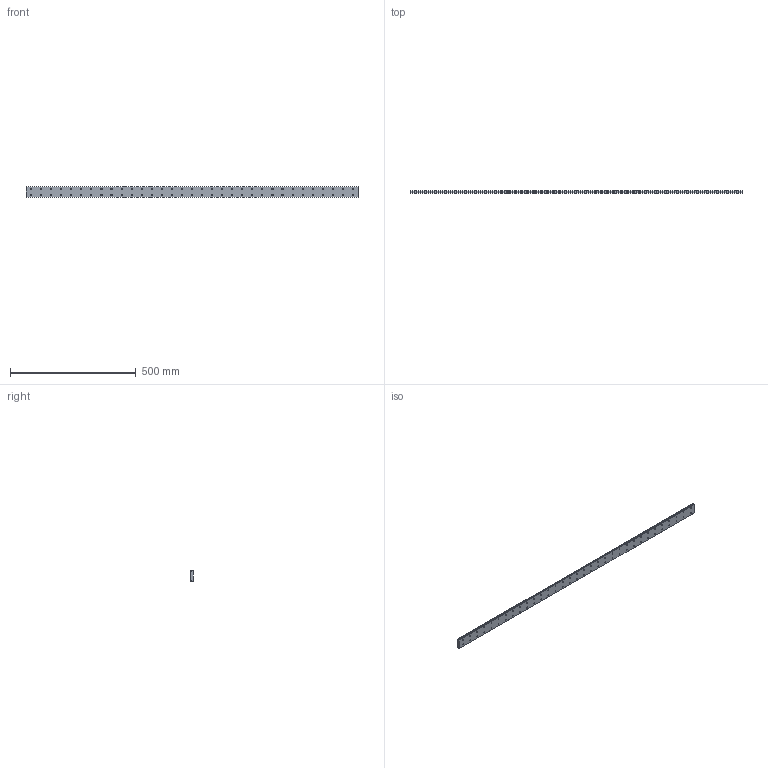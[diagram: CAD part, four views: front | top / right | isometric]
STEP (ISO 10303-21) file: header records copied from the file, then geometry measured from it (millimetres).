
FILE_DESCRIPTION (( 'STEP AP214' ), '1' );
FILE_NAME ('SRS15WSSS-1320LM_G20_0_0_0_0_0_1.STEP', '2021-08-10T08:37:15', ( '' ), ( '' ), 'SwSTEP 2.0', 'SolidWorks 2021', '' );
FILE_SCHEMA (( 'AUTOMOTIVE_DESIGN' ));
Length unit declared in the file: millimetre
Products named in the file (2): SRS15WSSS-1320LM_G20_0_0_0_0_0_1; _SRS15WS132020 Track
Assembly tree (1 placements, depth 2):
  SRS15WSSS-1320LM_G20_0_0_0_0_0_1
    _SRS15WS132020 Track
Bounding box: 1320 x 9.5 x 42 mm (x, y, z)
Volume: 485573.9 mm3; surface area: 145723.9 mm2
Topology: 1 solids, 1 shells, 353 faces, 855 edges, 570 vertices
Faces by surface type: cylinder 271, plane 82
Entity records: 10961 total; most frequent: DIRECTION 2111, CARTESIAN_POINT 1782, ORIENTED_EDGE 1710, AXIS2_PLACEMENT_3D 899, EDGE_CURVE 855, VERTEX_POINT 570, EDGE_LOOP 551, CIRCLE 542
